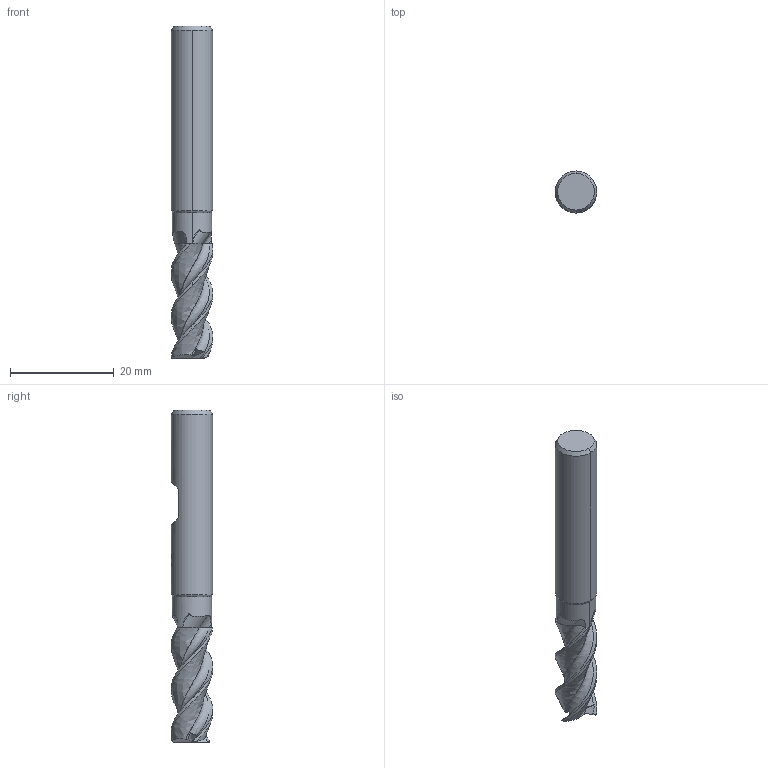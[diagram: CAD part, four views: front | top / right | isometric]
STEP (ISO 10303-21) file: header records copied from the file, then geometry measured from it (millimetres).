
FILE_DESCRIPTION(('no description'),'unknown implementation level');
FILE_NAME('solidSi851fgwO5oosyINthD70lNHO6A_1.STP',' ',('CIMSOURCE GmbH'),('CADClick - KiM GmbH - www.kimweb.de'),'unknown preprocess','ACIS','unknown authorization');
FILE_SCHEMA(('automotive_design'));
Length unit declared in the file: millimetre
Products named in the file (2): 1; 2
Bounding box: 8 x 8 x 64 mm (x, y, z)
Volume: 2608.6 mm3; surface area: 1744.1 mm2
Topology: 2 solids, 2 shells, 82 faces, 227 edges, 149 vertices
Faces by surface type: plane 29, cone 15, bspline 15, revolution 12, cylinder 11
Entity records: 11870 total; most frequent: CARTESIAN_POINT 7389, STYLED_ITEM 460, PRESENTATION_STYLE_ASSIGNMENT 460, COLOUR_RGB 460, ORIENTED_EDGE 454, DIRECTION 307, EDGE_CURVE 227, CURVE_STYLE 227
